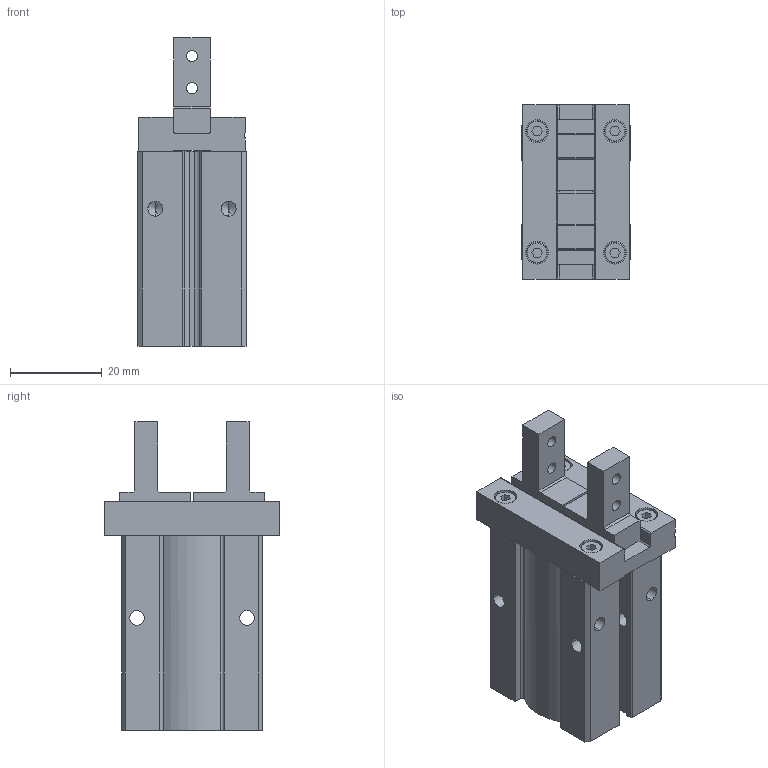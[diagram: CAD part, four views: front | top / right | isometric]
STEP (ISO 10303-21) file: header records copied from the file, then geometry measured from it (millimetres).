
FILE_DESCRIPTION(('CATIA V5 STEP Exchange'),'2;1');
FILE_NAME('GPC_16_T03_1357558_TUENKERS.stp','2020-08-19T11:54:05+00:00',('none'),('none'),'CATIA Version 5 Release 19 SP 9 (IN-10)','CATIA V5 STEP AP214','none');
FILE_SCHEMA(('AUTOMOTIVE_DESIGN { 1 0 10303 214 1 1 1 1 }'));
Length unit declared in the file: millimetre
Products named in the file (1): GPC_16_T03_1357558_TUENKERS
Bounding box: 23.6 x 38 x 67.3 mm (x, y, z)
Volume: 33823.2 mm3; surface area: 11705 mm2
Topology: 1 solids, 1 shells, 258 faces, 782 edges, 519 vertices
Faces by surface type: plane 137, cylinder 87, cone 34
Entity records: 9415 total; most frequent: CARTESIAN_POINT 2391, ORIENTED_EDGE 1536, DIRECTION 1183, EDGE_CURVE 768, VERTEX_POINT 519, AXIS2_PLACEMENT_3D 478, VECTOR 454, LINE 454
